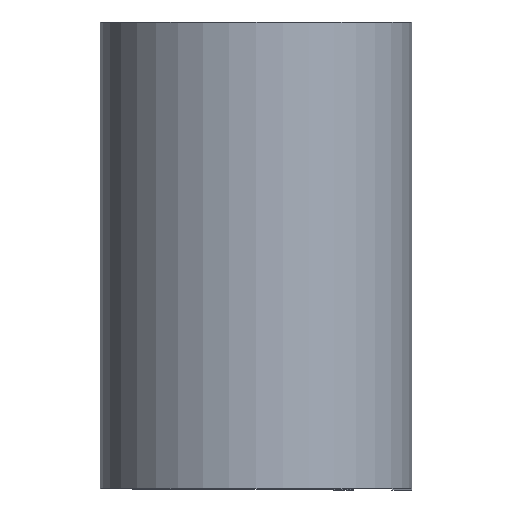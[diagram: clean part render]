
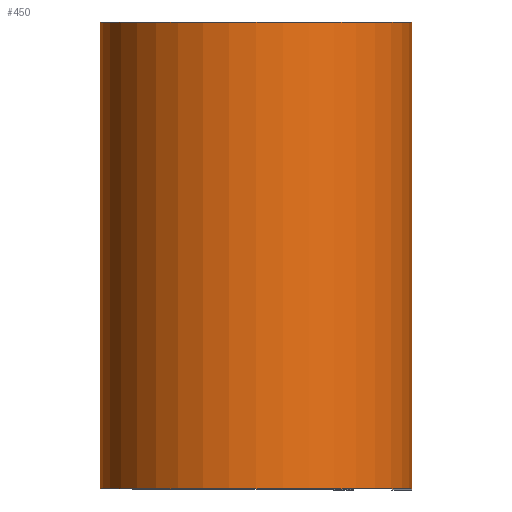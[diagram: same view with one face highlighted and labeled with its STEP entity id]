
A CAD part, top view. The second image highlights one B-rep face of the part: STEP entity #450.
In plain terms, the highlighted cylindrical face has radius 6.363 mm (diameter 12.725 mm), a partial arc.
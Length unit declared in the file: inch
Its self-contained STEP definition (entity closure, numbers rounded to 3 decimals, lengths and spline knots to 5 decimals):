
#71 = FACE_OUTER_BOUND ( 'NONE', #371, .T. ) ;
#111 = AXIS2_PLACEMENT_3D ( 'NONE', #613, #682, #595 ) ;
#141 = VECTOR ( 'NONE', #725, 39.37008 ) ;
#166 = AXIS2_PLACEMENT_3D ( 'NONE', #446, #240, #291 ) ;
#181 = DIRECTION ( 'NONE',  ( 0., -1., 0. ) ) ;
#204 = VERTEX_POINT ( 'NONE', #251 ) ;
#206 = VERTEX_POINT ( 'NONE', #243 ) ;
#228 = ORIENTED_EDGE ( 'NONE', *, *, #523, .T. ) ;
#239 = AXIS2_PLACEMENT_3D ( 'NONE', #542, #545, #548 ) ;
#240 = DIRECTION ( 'NONE',  ( 0., -1., 0. ) ) ;
#243 = CARTESIAN_POINT ( 'NONE',  ( 0.2505, -0.375, 0. ) ) ;
#251 = CARTESIAN_POINT ( 'NONE',  ( 0.2505, 0.375, 0. ) ) ;
#291 = DIRECTION ( 'NONE',  ( 0., 0., -1. ) ) ;
#312 = VECTOR ( 'NONE', #181, 39.37008 ) ;
#323 = ORIENTED_EDGE ( 'NONE', *, *, #676, .F. ) ;
#371 = EDGE_LOOP ( 'NONE', ( #228, #323, #691, #537 ) ) ;
#385 = EDGE_CURVE ( 'NONE', #580, #204, #512, .T. ) ;
#402 = LINE ( 'NONE', #721, #141 ) ;
#432 = CIRCLE ( 'NONE', #111, 0.2505 ) ;
#446 = CARTESIAN_POINT ( 'NONE',  ( 0., 0.375, 0. ) ) ;
#450 = ADVANCED_FACE ( 'NONE', ( #71 ), #596, .T. ) ;
#512 = CIRCLE ( 'NONE', #239, 0.2505 ) ;
#523 = EDGE_CURVE ( 'NONE', #727, #206, #432, .T. ) ;
#537 = ORIENTED_EDGE ( 'NONE', *, *, #572, .T. ) ;
#542 = CARTESIAN_POINT ( 'NONE',  ( 0., 0.375, 0. ) ) ;
#545 = DIRECTION ( 'NONE',  ( 0., 1., 0. ) ) ;
#548 = DIRECTION ( 'NONE',  ( 1., 0., 0. ) ) ;
#572 = EDGE_CURVE ( 'NONE', #580, #727, #402, .T. ) ;
#580 = VERTEX_POINT ( 'NONE', #715 ) ;
#588 = LINE ( 'NONE', #597, #312 ) ;
#595 = DIRECTION ( 'NONE',  ( 1., 0., 0. ) ) ;
#596 = CYLINDRICAL_SURFACE ( 'NONE', #166, 0.2505 ) ;
#597 = CARTESIAN_POINT ( 'NONE',  ( 0.2505, 0.375, 0. ) ) ;
#613 = CARTESIAN_POINT ( 'NONE',  ( 0., -0.375, 0. ) ) ;
#676 = EDGE_CURVE ( 'NONE', #204, #206, #588, .T. ) ;
#682 = DIRECTION ( 'NONE',  ( 0., 1., 0. ) ) ;
#691 = ORIENTED_EDGE ( 'NONE', *, *, #385, .F. ) ;
#700 = CARTESIAN_POINT ( 'NONE',  ( 0., -0.375, -0.2505 ) ) ;
#715 = CARTESIAN_POINT ( 'NONE',  ( 0., 0.375, -0.2505 ) ) ;
#721 = CARTESIAN_POINT ( 'NONE',  ( 0., 0.375, -0.2505 ) ) ;
#725 = DIRECTION ( 'NONE',  ( 0., -1., 0. ) ) ;
#727 = VERTEX_POINT ( 'NONE', #700 ) ;
